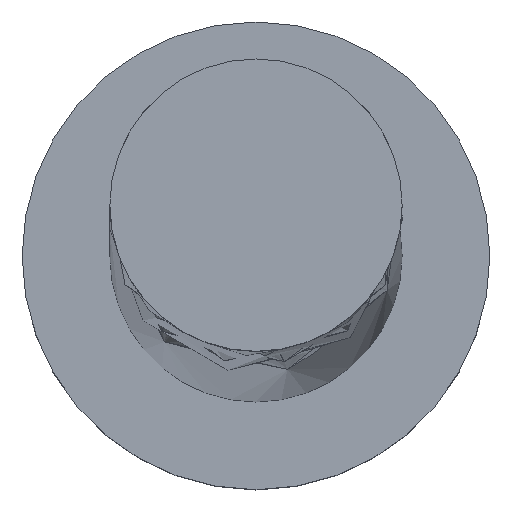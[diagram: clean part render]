
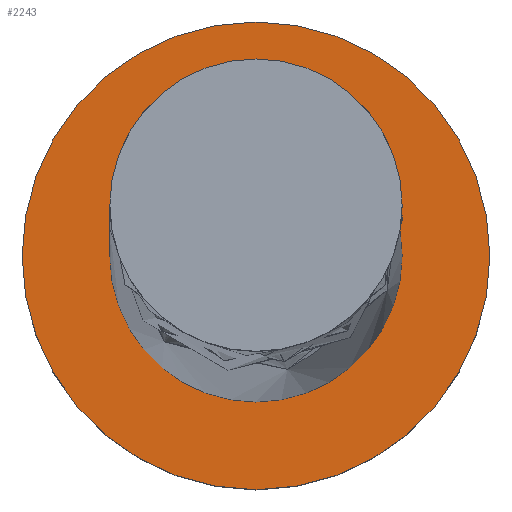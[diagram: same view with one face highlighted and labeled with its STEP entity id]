
A CAD part, top view. The second image highlights one B-rep face of the part: STEP entity #2243.
In plain terms, the highlighted planar face has unit normal (0, 0, 1).
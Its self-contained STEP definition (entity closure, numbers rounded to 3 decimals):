
#31 = CIRCLE ( 'NONE', #484, 5. ) ;
#41 = DIRECTION ( 'NONE',  ( 0., 0., 1. ) ) ;
#51 = VERTEX_POINT ( 'NONE', #326 ) ;
#131 = PLANE ( 'NONE',  #2181 ) ;
#176 = CARTESIAN_POINT ( 'NONE',  ( 0., 0., 5. ) ) ;
#281 = VERTEX_POINT ( 'NONE', #686 ) ;
#296 = DIRECTION ( 'NONE',  ( 1., 0., 0. ) ) ;
#323 = CARTESIAN_POINT ( 'NONE',  ( 0., 0., 5. ) ) ;
#326 = CARTESIAN_POINT ( 'NONE',  ( 8., 0., 5. ) ) ;
#350 = ORIENTED_EDGE ( 'NONE', *, *, #1069, .F. ) ;
#367 = DIRECTION ( 'NONE',  ( 1., 0., 0. ) ) ;
#473 = CARTESIAN_POINT ( 'NONE',  ( -5., 0., 5. ) ) ;
#475 = CARTESIAN_POINT ( 'NONE',  ( 0., 0., 5. ) ) ;
#484 = AXIS2_PLACEMENT_3D ( 'NONE', #323, #1801, #501 ) ;
#497 = DIRECTION ( 'NONE',  ( 0., 0., 1. ) ) ;
#501 = DIRECTION ( 'NONE',  ( 1., 0., 0. ) ) ;
#525 = EDGE_LOOP ( 'NONE', ( #350, #885 ) ) ;
#553 = FACE_BOUND ( 'NONE', #525, .T. ) ;
#592 = AXIS2_PLACEMENT_3D ( 'NONE', #176, #497, #1249 ) ;
#686 = CARTESIAN_POINT ( 'NONE',  ( -8., 0., 5. ) ) ;
#735 = EDGE_CURVE ( 'NONE', #281, #51, #1845, .T. ) ;
#848 = CARTESIAN_POINT ( 'NONE',  ( 0., 0., 5. ) ) ;
#885 = ORIENTED_EDGE ( 'NONE', *, *, #1682, .F. ) ;
#886 = EDGE_CURVE ( 'NONE', #51, #281, #1245, .T. ) ;
#906 = DIRECTION ( 'NONE',  ( 0., 0., 1. ) ) ;
#1069 = EDGE_CURVE ( 'NONE', #2212, #1930, #31, .T. ) ;
#1119 = CARTESIAN_POINT ( 'NONE',  ( 0., 0., 5. ) ) ;
#1245 = CIRCLE ( 'NONE', #1280, 8. ) ;
#1249 = DIRECTION ( 'NONE',  ( 1., 0., 0. ) ) ;
#1280 = AXIS2_PLACEMENT_3D ( 'NONE', #475, #1352, #296 ) ;
#1312 = AXIS2_PLACEMENT_3D ( 'NONE', #1119, #41, #1841 ) ;
#1352 = DIRECTION ( 'NONE',  ( 0., 0., 1. ) ) ;
#1392 = CIRCLE ( 'NONE', #592, 5. ) ;
#1445 = EDGE_LOOP ( 'NONE', ( #2188, #2258 ) ) ;
#1682 = EDGE_CURVE ( 'NONE', #1930, #2212, #1392, .T. ) ;
#1753 = FACE_OUTER_BOUND ( 'NONE', #1445, .T. ) ;
#1801 = DIRECTION ( 'NONE',  ( 0., 0., 1. ) ) ;
#1841 = DIRECTION ( 'NONE',  ( 1., 0., 0. ) ) ;
#1845 = CIRCLE ( 'NONE', #1312, 8. ) ;
#1930 = VERTEX_POINT ( 'NONE', #1952 ) ;
#1952 = CARTESIAN_POINT ( 'NONE',  ( 5., 0., 5. ) ) ;
#2181 = AXIS2_PLACEMENT_3D ( 'NONE', #848, #906, #367 ) ;
#2188 = ORIENTED_EDGE ( 'NONE', *, *, #735, .T. ) ;
#2212 = VERTEX_POINT ( 'NONE', #473 ) ;
#2243 = ADVANCED_FACE ( 'NONE', ( #553, #1753 ), #131, .T. ) ;
#2258 = ORIENTED_EDGE ( 'NONE', *, *, #886, .T. ) ;
